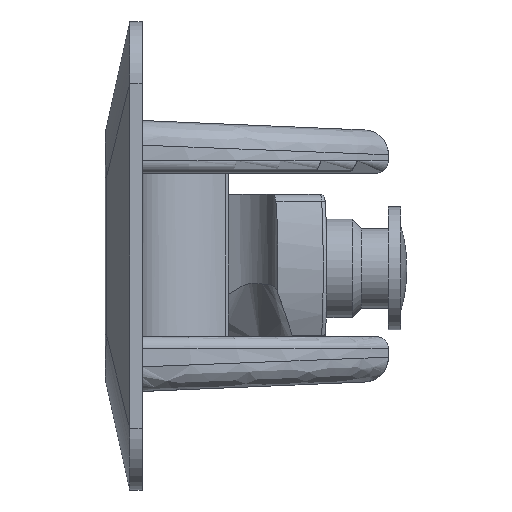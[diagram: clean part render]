
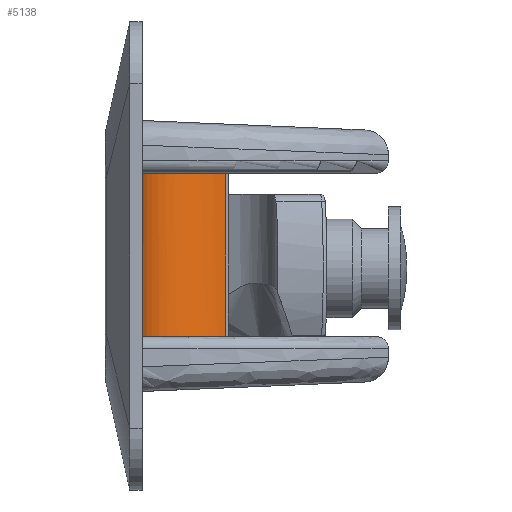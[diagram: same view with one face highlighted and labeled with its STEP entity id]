
A CAD part, left-side view. The second image highlights one B-rep face of the part: STEP entity #5138.
In plain terms, the highlighted cylindrical face has radius 6.8 mm (diameter 13.6 mm), a partial arc.
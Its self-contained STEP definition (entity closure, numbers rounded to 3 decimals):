
#169 = AXIS2_PLACEMENT_3D ( 'NONE', #1984, #1985, #1986 ) ;
#609 = VERTEX_POINT ( 'NONE', #3269 ) ;
#643 = VERTEX_POINT ( 'NONE', #3220 ) ;
#728 = VERTEX_POINT ( 'NONE', #3306 ) ;
#752 = VERTEX_POINT ( 'NONE', #3363 ) ;
#1611 = CARTESIAN_POINT ( 'NONE',  ( 7., -6.8, 8.709 ) ) ;
#1614 = CARTESIAN_POINT ( 'NONE',  ( 4.183, 0., 9.083 ) ) ;
#1617 = CARTESIAN_POINT ( 'NONE',  ( 0.2, 0., 9.083 ) ) ;
#1622 = CARTESIAN_POINT ( 'NONE',  ( 7., -2.817, 8.928 ) ) ;
#1676 = CARTESIAN_POINT ( 'NONE',  ( 0.2, 0., -9.083 ) ) ;
#1677 = CARTESIAN_POINT ( 'NONE',  ( 4.183, 0., -9.083 ) ) ;
#1678 = CARTESIAN_POINT ( 'NONE',  ( 7., -2.817, -8.928 ) ) ;
#1679 = CARTESIAN_POINT ( 'NONE',  ( 7., -6.8, -8.709 ) ) ;
#1984 = CARTESIAN_POINT ( 'NONE',  ( 0.2, -6.8, 11. ) ) ;
#1985 = DIRECTION ( 'NONE',  ( 0., 0., 1. ) ) ;
#1986 = DIRECTION ( 'NONE',  ( 1., 0., 0. ) ) ;
#2454 = VECTOR ( 'NONE', #2925, 1000. ) ;
#2925 = DIRECTION ( 'NONE',  ( 0., 0., 1. ) ) ;
#2932 = CARTESIAN_POINT ( 'NONE',  ( 0.2, 0., 11. ) ) ;
#3055 = CARTESIAN_POINT ( 'NONE',  ( 7., -6.8, -11. ) ) ;
#3158 = DIRECTION ( 'NONE',  ( 0., 0., -1. ) ) ;
#3220 = CARTESIAN_POINT ( 'NONE',  ( 7., -6.8, 8.709 ) ) ;
#3269 = CARTESIAN_POINT ( 'NONE',  ( 7., -6.8, -8.709 ) ) ;
#3306 = CARTESIAN_POINT ( 'NONE',  ( 0.2, 0., -9.083 ) ) ;
#3363 = CARTESIAN_POINT ( 'NONE',  ( 0.2, 0., 9.083 ) ) ;
#3828 = EDGE_CURVE ( 'NONE', #728, #752, #4168, .T. ) ;
#3893 = EDGE_CURVE ( 'NONE', #643, #609, #4202, .T. ) ;
#4082 = EDGE_LOOP ( 'NONE', ( #5175, #5202, #5190, #5160 ) ) ;
#4168 = LINE ( 'NONE', #2932, #2454 ) ;
#4202 = LINE ( 'NONE', #3055, #5207 ) ;
#4549 = CYLINDRICAL_SURFACE ( 'NONE', #169, 6.8 ) ;
#4550 = FACE_OUTER_BOUND ( 'NONE', #4082, .T. ) ;
#4745 =( BOUNDED_CURVE ( )  B_SPLINE_CURVE ( 3, ( #1676, #1677, #1678, #1679 ),
 .UNSPECIFIED., .F., .T. ) 
 B_SPLINE_CURVE_WITH_KNOTS ( ( 4, 4 ),
 ( 3.142, 4.712 ),
 .UNSPECIFIED. ) 
 CURVE ( )  GEOMETRIC_REPRESENTATION_ITEM ( )  RATIONAL_B_SPLINE_CURVE ( ( 1., 0.805, 0.805, 1. ) ) 
 REPRESENTATION_ITEM ( '' )  );
#4749 =( BOUNDED_CURVE ( )  B_SPLINE_CURVE ( 3, ( #1611, #1622, #1614, #1617 ),
 .UNSPECIFIED., .F., .T. ) 
 B_SPLINE_CURVE_WITH_KNOTS ( ( 4, 4 ),
 ( 4.712, 6.283 ),
 .UNSPECIFIED. ) 
 CURVE ( )  GEOMETRIC_REPRESENTATION_ITEM ( )  RATIONAL_B_SPLINE_CURVE ( ( 1., 0.805, 0.805, 1. ) ) 
 REPRESENTATION_ITEM ( '' )  );
#4988 = EDGE_CURVE ( 'NONE', #643, #752, #4749, .T. ) ;
#5089 = EDGE_CURVE ( 'NONE', #728, #609, #4745, .T. ) ;
#5138 = ADVANCED_FACE ( 'NONE', ( #4550 ), #4549, .F. ) ;
#5160 = ORIENTED_EDGE ( 'NONE', *, *, #4988, .T. ) ;
#5175 = ORIENTED_EDGE ( 'NONE', *, *, #3828, .F. ) ;
#5190 = ORIENTED_EDGE ( 'NONE', *, *, #3893, .F. ) ;
#5202 = ORIENTED_EDGE ( 'NONE', *, *, #5089, .T. ) ;
#5207 = VECTOR ( 'NONE', #3158, 1000. ) ;
